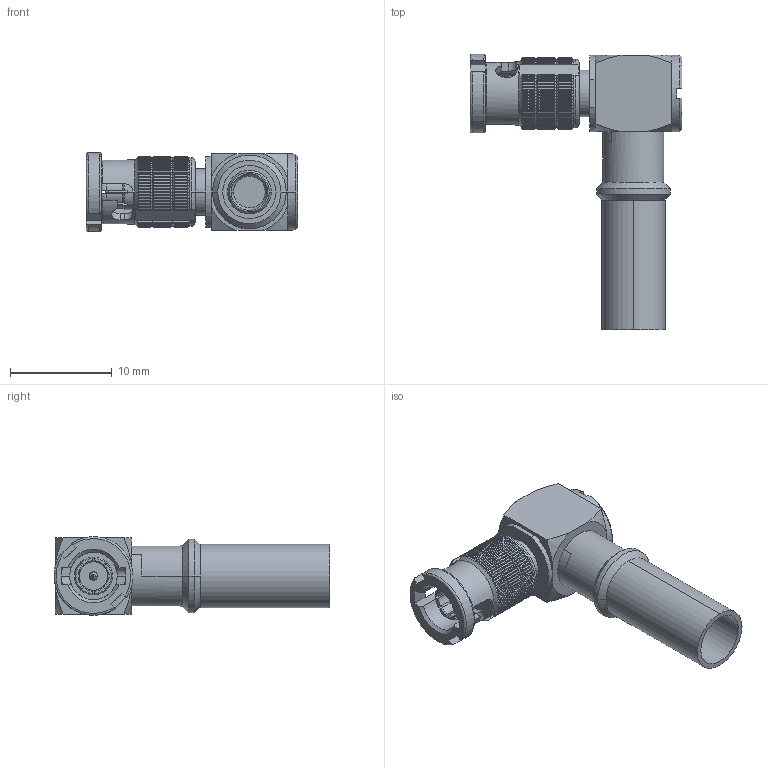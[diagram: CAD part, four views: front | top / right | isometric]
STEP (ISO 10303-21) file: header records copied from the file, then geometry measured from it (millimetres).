
FILE_DESCRIPTION((''),'2;1');
FILE_NAME('34-1118-12G_SW0005','2020-09-16T18:23:50',('karthik'),(''),'CREO PARAMETRIC BY PTC INC, 2019444','CREO PARAMETRIC BY PTC INC, 2019444','');
FILE_SCHEMA(('CONFIG_CONTROL_DESIGN'));
Length unit declared in the file: millimetre
Products named in the file (1): 34-1118-12G_SW0005
Bounding box: 20.84 x 27.12 x 7.73 mm (x, y, z)
Volume: 1241 mm3; surface area: 1448.2 mm2
Topology: 1 solids, 1 shells, 789 faces, 2310 edges, 1530 vertices
Faces by surface type: plane 465, cylinder 252, cone 56, torus 16
Entity records: 28446 total; most frequent: CARTESIAN_POINT 8615, ORIENTED_EDGE 4620, DIRECTION 3612, EDGE_CURVE 2310, VERTEX_POINT 1530, AXIS2_PLACEMENT_3D 1387, B_SPLINE_CURVE_WITH_KNOTS 874, VECTOR 838
